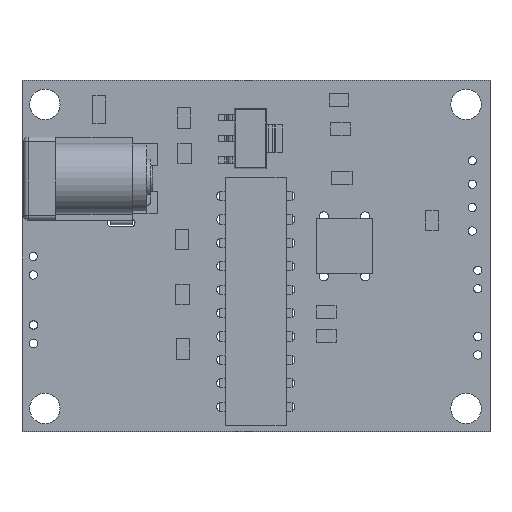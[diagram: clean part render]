
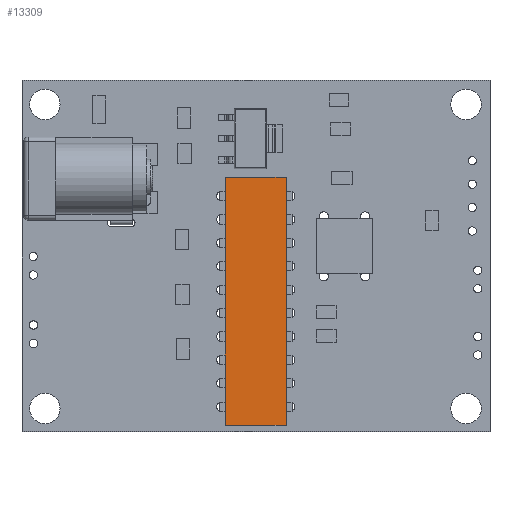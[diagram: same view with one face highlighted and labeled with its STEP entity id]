
A CAD part, top view. The second image highlights one B-rep face of the part: STEP entity #13309.
In plain terms, the highlighted planar face has unit normal (0, 0, 1).
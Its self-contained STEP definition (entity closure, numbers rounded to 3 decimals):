
#1229=FACE_OUTER_BOUND('',#1988,.T.);
#1988=EDGE_LOOP('',(#10144,#10145,#10146,#10147));
#3217=LINE('',#20252,#4721);
#3220=LINE('',#20258,#4724);
#3223=LINE('',#20264,#4727);
#3225=LINE('',#20267,#4729);
#4721=VECTOR('',#16382,1.);
#4724=VECTOR('',#16387,1.);
#4727=VECTOR('',#16392,1.);
#4729=VECTOR('',#16396,1.);
#5979=VERTEX_POINT('',#20246);
#5981=VERTEX_POINT('',#20250);
#5983=VERTEX_POINT('',#20256);
#5985=VERTEX_POINT('',#20262);
#7525=EDGE_CURVE('',#5979,#5981,#3217,.T.);
#7528=EDGE_CURVE('',#5981,#5983,#3220,.T.);
#7531=EDGE_CURVE('',#5983,#5985,#3223,.T.);
#7533=EDGE_CURVE('',#5985,#5979,#3225,.T.);
#10144=ORIENTED_EDGE('',*,*,#7525,.T.);
#10145=ORIENTED_EDGE('',*,*,#7528,.T.);
#10146=ORIENTED_EDGE('',*,*,#7531,.T.);
#10147=ORIENTED_EDGE('',*,*,#7533,.T.);
#12681=PLANE('',#14162);
#13309=ADVANCED_FACE('',(#1229),#12681,.F.);
#14162=AXIS2_PLACEMENT_3D('',#20269,#16399,#16400);
#16382=DIRECTION('',(0.,-1.,0.));
#16387=DIRECTION('',(1.,0.,0.));
#16392=DIRECTION('',(0.,1.,0.));
#16396=DIRECTION('',(-1.,0.,0.));
#16399=DIRECTION('center_axis',(0.,0.,-1.));
#16400=DIRECTION('ref_axis',(-1.,0.,0.));
#20246=CARTESIAN_POINT('',(22.129,27.622,5.08));
#20250=CARTESIAN_POINT('',(22.129,0.722,5.08));
#20252=CARTESIAN_POINT('',(22.129,27.622,5.08));
#20256=CARTESIAN_POINT('',(28.729,0.722,5.08));
#20258=CARTESIAN_POINT('',(22.129,0.722,5.08));
#20262=CARTESIAN_POINT('',(28.729,27.622,5.08));
#20264=CARTESIAN_POINT('',(28.729,0.722,5.08));
#20267=CARTESIAN_POINT('',(28.729,27.622,5.08));
#20269=CARTESIAN_POINT('Origin',(22.129,27.622,5.08));
